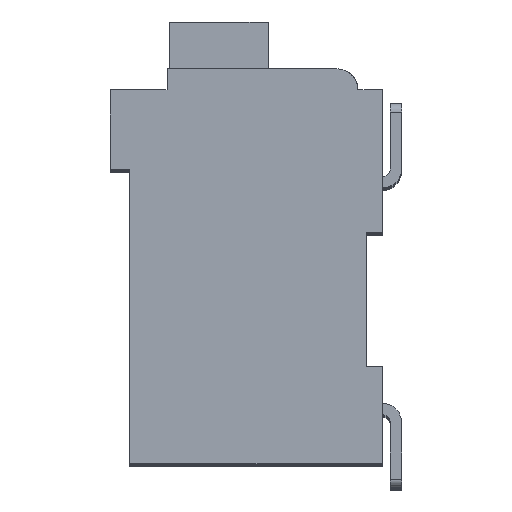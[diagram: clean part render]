
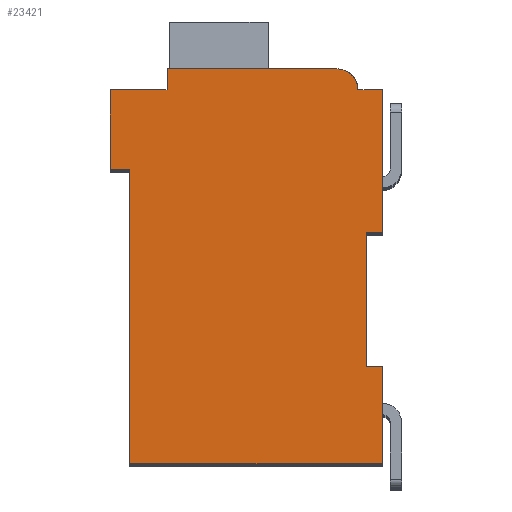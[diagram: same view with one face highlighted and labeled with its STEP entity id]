
A CAD part, top view. The second image highlights one B-rep face of the part: STEP entity #23421.
In plain terms, the highlighted planar face has unit normal (0, 0, 1).
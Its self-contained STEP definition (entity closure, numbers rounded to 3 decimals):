
#7234=DIRECTION('',(1.,0.,0.));
#7235=VECTOR('',#7234,0.5);
#7236=CARTESIAN_POINT('',(7.3,7.15,2.1));
#7237=LINE('',#7236,#7235);
#7238=DIRECTION('',(0.,1.,0.));
#7239=VECTOR('',#7238,4.15);
#7240=CARTESIAN_POINT('',(7.3,3.,2.1));
#7241=LINE('',#7240,#7239);
#7242=DIRECTION('',(-1.,0.,0.));
#7243=VECTOR('',#7242,0.5);
#7244=CARTESIAN_POINT('',(7.8,3.,2.1));
#7245=LINE('',#7244,#7243);
#7246=DIRECTION('',(0.,1.,0.));
#7247=VECTOR('',#7246,3.);
#7248=CARTESIAN_POINT('',(7.8,0.,2.1));
#7249=LINE('',#7248,#7247);
#7250=DIRECTION('',(1.,0.,0.));
#7251=VECTOR('',#7250,7.8);
#7252=CARTESIAN_POINT('',(0.,0.,2.1));
#7253=LINE('',#7252,#7251);
#7254=DIRECTION('',(0.,-1.,0.));
#7255=VECTOR('',#7254,9.1);
#7256=CARTESIAN_POINT('',(0.,9.1,2.1));
#7257=LINE('',#7256,#7255);
#7258=DIRECTION('',(1.,0.,0.));
#7259=VECTOR('',#7258,0.6);
#7260=CARTESIAN_POINT('',(-0.6,9.1,2.1));
#7261=LINE('',#7260,#7259);
#7262=DIRECTION('',(0.,-1.,0.));
#7263=VECTOR('',#7262,2.45);
#7264=CARTESIAN_POINT('',(-0.6,11.55,2.1));
#7265=LINE('',#7264,#7263);
#7266=DIRECTION('',(-1.,0.,0.));
#7267=VECTOR('',#7266,1.75);
#7268=CARTESIAN_POINT('',(1.15,11.55,2.1));
#7269=LINE('',#7268,#7267);
#7270=DIRECTION('',(0.,-1.,0.));
#7271=VECTOR('',#7270,0.65);
#7272=CARTESIAN_POINT('',(1.15,12.2,2.1));
#7273=LINE('',#7272,#7271);
#7274=DIRECTION('',(-1.,0.,0.));
#7275=VECTOR('',#7274,5.25);
#7276=CARTESIAN_POINT('',(6.4,12.2,2.1));
#7277=LINE('',#7276,#7275);
#7278=CARTESIAN_POINT('',(6.4,11.55,2.1));
#7279=DIRECTION('',(0.,0.,1.));
#7280=DIRECTION('',(1.,0.,0.));
#7281=AXIS2_PLACEMENT_3D('',#7278,#7279,#7280);
#7283=DIRECTION('',(-1.,0.,0.));
#7284=VECTOR('',#7283,0.75);
#7285=CARTESIAN_POINT('',(7.8,11.55,2.1));
#7286=LINE('',#7285,#7284);
#7287=DIRECTION('',(0.,1.,0.));
#7288=VECTOR('',#7287,4.4);
#7289=CARTESIAN_POINT('',(7.8,7.15,2.1));
#7290=LINE('',#7289,#7288);
#11597=CARTESIAN_POINT('',(7.3,7.15,2.1));
#11598=CARTESIAN_POINT('',(7.8,7.15,2.1));
#11599=VERTEX_POINT('',#11597);
#11600=VERTEX_POINT('',#11598);
#11601=CARTESIAN_POINT('',(7.8,11.55,2.1));
#11602=VERTEX_POINT('',#11601);
#11603=CARTESIAN_POINT('',(7.05,11.55,2.1));
#11604=VERTEX_POINT('',#11603);
#11605=CARTESIAN_POINT('',(6.4,12.2,2.1));
#11606=VERTEX_POINT('',#11605);
#11607=CARTESIAN_POINT('',(1.15,12.2,2.1));
#11608=VERTEX_POINT('',#11607);
#11609=CARTESIAN_POINT('',(1.15,11.55,2.1));
#11610=VERTEX_POINT('',#11609);
#11611=CARTESIAN_POINT('',(-0.6,11.55,2.1));
#11612=VERTEX_POINT('',#11611);
#11613=CARTESIAN_POINT('',(-0.6,9.1,2.1));
#11614=VERTEX_POINT('',#11613);
#11615=CARTESIAN_POINT('',(0.,9.1,2.1));
#11616=VERTEX_POINT('',#11615);
#11617=CARTESIAN_POINT('',(0.,0.,2.1));
#11618=VERTEX_POINT('',#11617);
#11619=CARTESIAN_POINT('',(7.8,0.,2.1));
#11620=VERTEX_POINT('',#11619);
#11621=CARTESIAN_POINT('',(7.8,3.,2.1));
#11622=VERTEX_POINT('',#11621);
#11623=CARTESIAN_POINT('',(7.3,3.,2.1));
#11624=VERTEX_POINT('',#11623);
#23400=CARTESIAN_POINT('',(0.,0.,2.1));
#23401=DIRECTION('',(0.,0.,1.));
#23402=DIRECTION('',(1.,0.,0.));
#23403=AXIS2_PLACEMENT_3D('',#23400,#23401,#23402);
#23404=PLANE('',#23403);
#23405=ORIENTED_EDGE('',*,*,#15234,.F.);
#23406=ORIENTED_EDGE('',*,*,#15806,.F.);
#23407=ORIENTED_EDGE('',*,*,#19856,.F.);
#23408=ORIENTED_EDGE('',*,*,#20151,.F.);
#23409=ORIENTED_EDGE('',*,*,#20498,.F.);
#23410=ORIENTED_EDGE('',*,*,#20963,.F.);
#23411=ORIENTED_EDGE('',*,*,#21172,.F.);
#23412=ORIENTED_EDGE('',*,*,#21361,.F.);
#23413=ORIENTED_EDGE('',*,*,#21645,.F.);
#23414=ORIENTED_EDGE('',*,*,#22200,.F.);
#23415=ORIENTED_EDGE('',*,*,#22632,.F.);
#23416=ORIENTED_EDGE('',*,*,#21696,.F.);
#23417=ORIENTED_EDGE('',*,*,#22041,.F.);
#23418=ORIENTED_EDGE('',*,*,#15701,.F.);
#23419=EDGE_LOOP('',(#23405,#23406,#23407,#23408,#23409,#23410,#23411,#23412,
#23413,#23414,#23415,#23416,#23417,#23418));
#23420=FACE_OUTER_BOUND('',#23419,.F.);
#7282=CIRCLE('',#7281,0.65);
#15234=EDGE_CURVE('',#11599,#11600,#7237,.T.);
#15701=EDGE_CURVE('',#11600,#11602,#7290,.T.);
#15806=EDGE_CURVE('',#11624,#11599,#7241,.T.);
#19856=EDGE_CURVE('',#11622,#11624,#7245,.T.);
#20151=EDGE_CURVE('',#11620,#11622,#7249,.T.);
#20498=EDGE_CURVE('',#11618,#11620,#7253,.T.);
#20963=EDGE_CURVE('',#11616,#11618,#7257,.T.);
#21172=EDGE_CURVE('',#11614,#11616,#7261,.T.);
#21361=EDGE_CURVE('',#11612,#11614,#7265,.T.);
#21645=EDGE_CURVE('',#11610,#11612,#7269,.T.);
#21696=EDGE_CURVE('',#11604,#11606,#7282,.T.);
#22041=EDGE_CURVE('',#11602,#11604,#7286,.T.);
#22200=EDGE_CURVE('',#11608,#11610,#7273,.T.);
#22632=EDGE_CURVE('',#11606,#11608,#7277,.T.);
#23421=ADVANCED_FACE('',(#23420),#23404,.T.);
